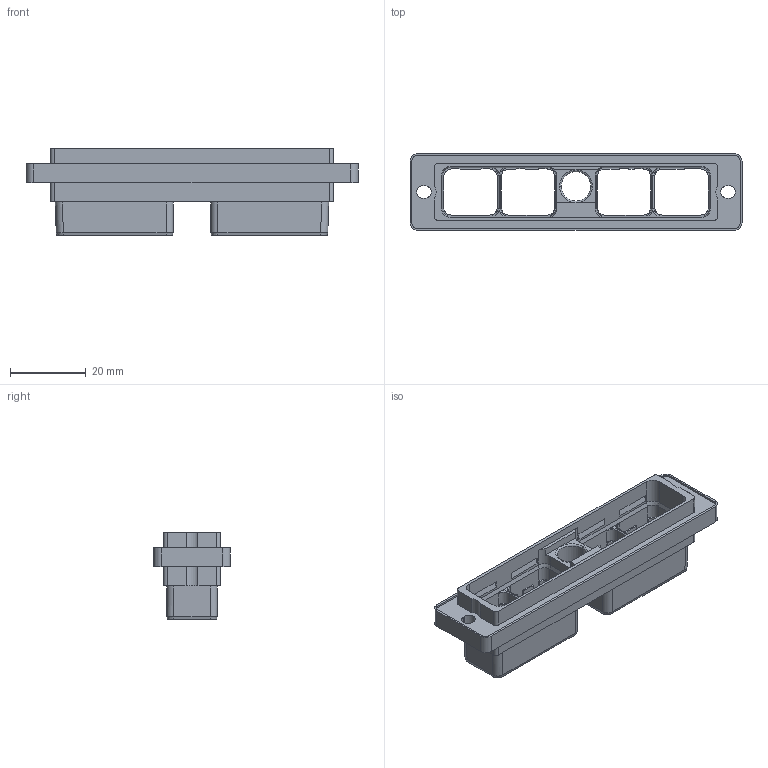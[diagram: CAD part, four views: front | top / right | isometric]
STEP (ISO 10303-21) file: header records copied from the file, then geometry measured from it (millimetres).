
FILE_DESCRIPTION((''),'2;1');
FILE_NAME('SIM2S85','2019-09-17T',('presta_be4'),(''),'PRO/ENGINEER BY PARAMETRIC TECHNOLOGY CORPORATION, 2014310','PRO/ENGINEER BY PARAMETRIC TECHNOLOGY CORPORATION, 2014310','');
FILE_SCHEMA(('CONFIG_CONTROL_DESIGN'));
Length unit declared in the file: millimetre
Products named in the file (1): SIM2S85
Bounding box: 87.86 x 20.26 x 22.98 mm (x, y, z)
Volume: 7748.6 mm3; surface area: 11341.8 mm2
Topology: 1 solids, 1 shells, 768 faces, 2082 edges, 1358 vertices
Faces by surface type: plane 622, cylinder 88, cone 28, torus 26, bspline 4
Entity records: 24102 total; most frequent: CARTESIAN_POINT 4541, ORIENTED_EDGE 4164, DIRECTION 3824, EDGE_CURVE 2082, VECTOR 1818, LINE 1818, VERTEX_POINT 1358, AXIS2_PLACEMENT_3D 1003
